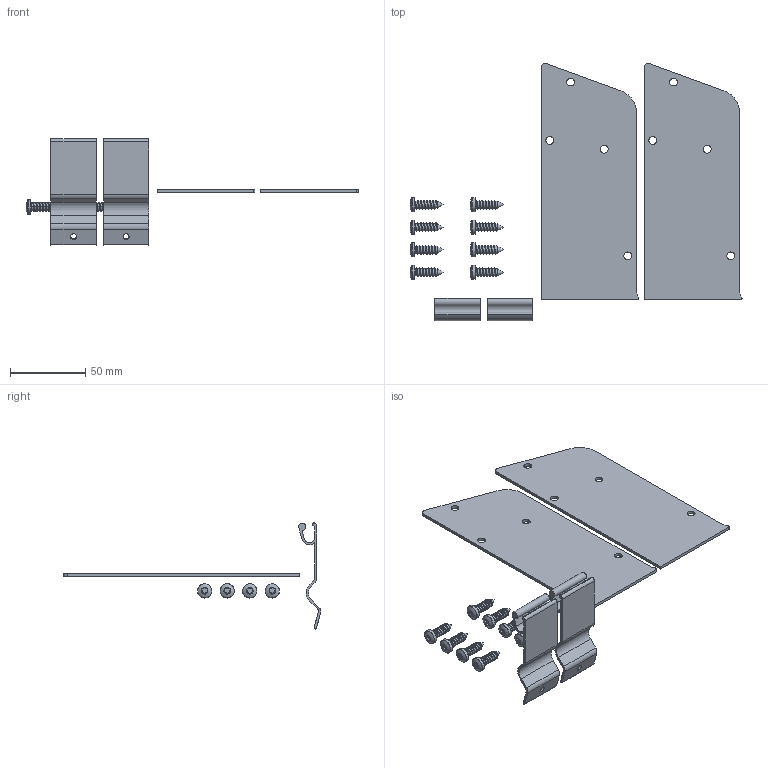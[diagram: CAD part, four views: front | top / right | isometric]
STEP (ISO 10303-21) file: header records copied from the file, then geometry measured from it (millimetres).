
FILE_DESCRIPTION(/* description */ ('JEU D''EMBOUTS BRUT POUR RAIL SAF80 AVEC SUPPORTS PONCTUELS- MANUEL'),/* implementation_level */ '2;1');
FILE_NAME(/* name */ '.stp',/* time_stamp */ '2019-08-16T10:16:06+02:00',/* author */ ('WG'),/* organization */ (''),/* preprocessor_version */ 'ST-DEVELOPER v17.2',/* originating_system */ 'Autodesk Inventor 2019',/* authorisation */ '');
FILE_SCHEMA (('AUTOMOTIVE_DESIGN { 1 0 10303 214 3 1 1 }'));
Length unit declared in the file: millimetre
Products named in the file (4): 11166; 21854; 21704; bene_inox_212407-4,8X19 
Assembly tree (12 placements, depth 2):
  11166
    21854  x2
    21704  x2
    bene_inox_212407-4,8X19   x8
Bounding box: 220.73 x 170.98 x 70.49 mm (x, y, z)
Volume: 50122.1 mm3; surface area: 55534 mm2
Topology: 12 solids, 12 shells, 398 faces, 1098 edges, 732 vertices
Faces by surface type: cylinder 230, plane 72, cone 56, bspline 16, torus 16, sphere 8
Full cylindrical faces by diameter (mm): 4 x2, 4.8 x56, 5.2 x8, 9.5 x8
Entity records: 3689 total; most frequent: CARTESIAN_POINT 1321, DIRECTION 462, ORIENTED_EDGE 454, EDGE_CURVE 227, AXIS2_PLACEMENT_3D 181, VERTEX_POINT 153, LINE 100, VECTOR 100
